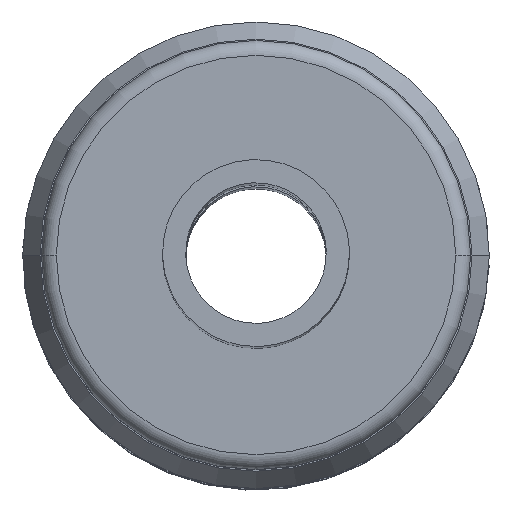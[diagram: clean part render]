
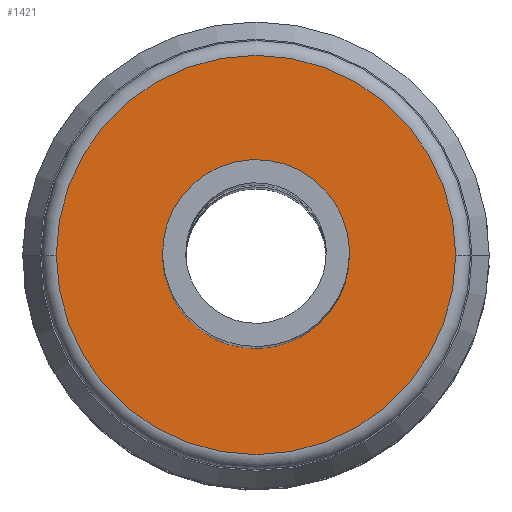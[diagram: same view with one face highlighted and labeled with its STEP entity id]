
A CAD part, top view. The second image highlights one B-rep face of the part: STEP entity #1421.
In plain terms, the highlighted planar face has unit normal (0, 0, 1).
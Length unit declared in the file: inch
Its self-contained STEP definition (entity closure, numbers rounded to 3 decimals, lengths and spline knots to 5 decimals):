
#58 = DIRECTION ( 'NONE',  ( -0.924, -0.383, 0. ) ) ;
#59 = DIRECTION ( 'NONE',  ( 0., 0., -1. ) ) ;
#60 = CARTESIAN_POINT ( 'NONE',  ( 0., 0., 0.265 ) ) ;
#88 = EDGE_LOOP ( 'NONE', ( #437, #454 ) ) ;
#163 = EDGE_CURVE ( 'NONE', #341, #314, #1039, .T. ) ;
#182 = EDGE_CURVE ( 'NONE', #314, #341, #1375, .T. ) ;
#206 = EDGE_CURVE ( 'NONE', #355, #356, #1004, .T. ) ;
#272 = EDGE_LOOP ( 'NONE', ( #438, #417 ) ) ;
#314 = VERTEX_POINT ( 'NONE', #994 ) ;
#341 = VERTEX_POINT ( 'NONE', #887 ) ;
#355 = VERTEX_POINT ( 'NONE', #901 ) ;
#356 = VERTEX_POINT ( 'NONE', #902 ) ;
#417 = ORIENTED_EDGE ( 'NONE', *, *, #842, .T. ) ;
#437 = ORIENTED_EDGE ( 'NONE', *, *, #163, .T. ) ;
#438 = ORIENTED_EDGE ( 'NONE', *, *, #206, .T. ) ;
#454 = ORIENTED_EDGE ( 'NONE', *, *, #182, .T. ) ;
#496 = AXIS2_PLACEMENT_3D ( 'NONE', #793, #801, #802 ) ;
#793 = CARTESIAN_POINT ( 'NONE',  ( 0., 0., 0.265 ) ) ;
#797 = FACE_OUTER_BOUND ( 'NONE', #272, .T. ) ;
#798 = FACE_BOUND ( 'NONE', #88, .T. ) ;
#799 = PLANE ( 'NONE',  #496 ) ;
#801 = DIRECTION ( 'NONE',  ( 0., 0., 1. ) ) ;
#802 = DIRECTION ( 'NONE',  ( 1., 0., 0. ) ) ;
#842 = EDGE_CURVE ( 'NONE', #356, #355, #1114, .T. ) ;
#887 = CARTESIAN_POINT ( 'NONE',  ( 0.05773, 0.02394, 0.265 ) ) ;
#901 = CARTESIAN_POINT ( 'NONE',  ( 0.1335, 0., 0.265 ) ) ;
#902 = CARTESIAN_POINT ( 'NONE',  ( -0.1335, 0., 0.265 ) ) ;
#994 = CARTESIAN_POINT ( 'NONE',  ( -0.05773, -0.02394, 0.265 ) ) ;
#1004 = CIRCLE ( 'NONE', #1005, 0.1335 ) ;
#1005 = AXIS2_PLACEMENT_3D ( 'NONE', #1254, #1255, #1256 ) ;
#1039 = CIRCLE ( 'NONE', #1040, 0.0625 ) ;
#1040 = AXIS2_PLACEMENT_3D ( 'NONE', #1191, #1188, #1187 ) ;
#1114 = CIRCLE ( 'NONE', #1149, 0.1335 ) ;
#1149 = AXIS2_PLACEMENT_3D ( 'NONE', #1426, #1427, #1428 ) ;
#1187 = DIRECTION ( 'NONE',  ( -0.924, -0.383, 0. ) ) ;
#1188 = DIRECTION ( 'NONE',  ( 0., 0., -1. ) ) ;
#1191 = CARTESIAN_POINT ( 'NONE',  ( 0., 0., 0.265 ) ) ;
#1217 = AXIS2_PLACEMENT_3D ( 'NONE', #60, #59, #58 ) ;
#1254 = CARTESIAN_POINT ( 'NONE',  ( 0., 0., 0.265 ) ) ;
#1255 = DIRECTION ( 'NONE',  ( 0., 0., 1. ) ) ;
#1256 = DIRECTION ( 'NONE',  ( 1., 0., 0. ) ) ;
#1375 = CIRCLE ( 'NONE', #1217, 0.0625 ) ;
#1421 = ADVANCED_FACE ( 'NONE', ( #797, #798 ), #799, .T. ) ;
#1426 = CARTESIAN_POINT ( 'NONE',  ( 0., 0., 0.265 ) ) ;
#1427 = DIRECTION ( 'NONE',  ( 0., 0., 1. ) ) ;
#1428 = DIRECTION ( 'NONE',  ( 1., 0., 0. ) ) ;
